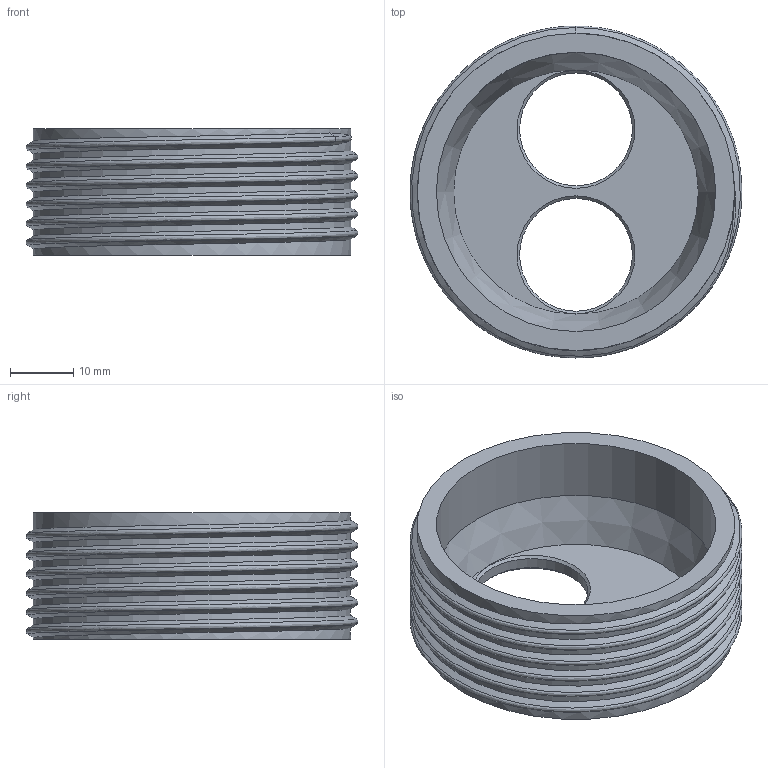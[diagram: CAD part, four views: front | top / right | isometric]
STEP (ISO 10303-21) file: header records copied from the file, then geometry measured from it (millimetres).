
FILE_DESCRIPTION(('FreeCAD Model'),'2;1');
FILE_NAME('Open CASCADE Shape Model','2025-01-27T21:46:55',(''),(''), 'Open CASCADE STEP processor 7.8','FreeCAD','Unknown');
FILE_SCHEMA(('AUTOMOTIVE_DESIGN { 1 0 10303 214 1 1 1 1 }'));
Length unit declared in the file: millimetre
Products named in the file (1): inner
Bounding box: 52.28 x 52.28 x 20 mm (x, y, z)
Volume: 14068.8 mm3; surface area: 9485.1 mm2
Topology: 1 solids, 1 shells, 41 faces, 95 edges, 57 vertices
Faces by surface type: bspline 24, cylinder 9, cone 5, plane 3
Full cylindrical faces by diameter (mm): 17.77 x2, 44 x1, 50 x6
Entity records: 4367 total; most frequent: CARTESIAN_POINT 2671, DIRECTION 225, ORIENTED_EDGE 190, PCURVE 190, DEFINITIONAL_REPRESENTATION 190, LINE 159, VECTOR 159, EDGE_CURVE 95
